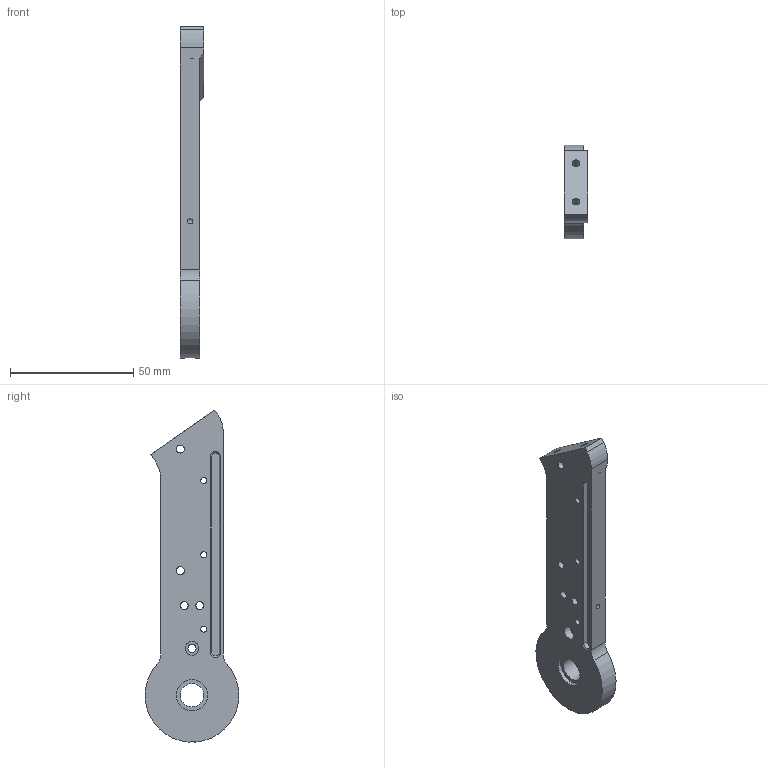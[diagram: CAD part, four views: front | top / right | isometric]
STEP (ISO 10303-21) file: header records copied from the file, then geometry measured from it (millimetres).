
FILE_DESCRIPTION(/* description */ ('Unknown'),/* implementation_level */ '2;1');
FILE_NAME(/* name */ 'SCAN3D-MD-8089',/* time_stamp */ '2022-10-20T16:30:21-04:00',/* author */ ('Unknown'),/* organization */ ('Unknown'),/* preprocessor_version */ 'ST-DEVELOPER v18.1',/* originating_system */ 'Solid Edge',/* authorisation */ 'Unknown');
FILE_SCHEMA (('AUTOMOTIVE_DESIGN {1 0 10303 214 3 1 1}'));
Length unit declared in the file: millimetre
Products named in the file (1): SCAN3D-MD-8089
Bounding box: 9.53 x 38.06 x 134.85 mm (x, y, z)
Volume: 25367.1 mm3; surface area: 11124.2 mm2
Topology: 1 solids, 1 shells, 46 faces, 121 edges, 82 vertices
Faces by surface type: cylinder 24, plane 18, cone 4
Full cylindrical faces by diameter (mm): 2.156 x2, 2.459 x3, 3.175 x2, 3.242 x4, 3.264 x1, 5.556 x1, 9.525 x1, 12.7 x1, 19.05 x1, 31.75 x1
Entity records: 1662 total; most frequent: CARTESIAN_POINT 235, DIRECTION 230, ORIENTED_EDGE 180, AXIS2_PLACEMENT_3D 95, FACE_BOUND 94, EDGE_LOOP 92, EDGE_CURVE 90, VERTEX_POINT 72
